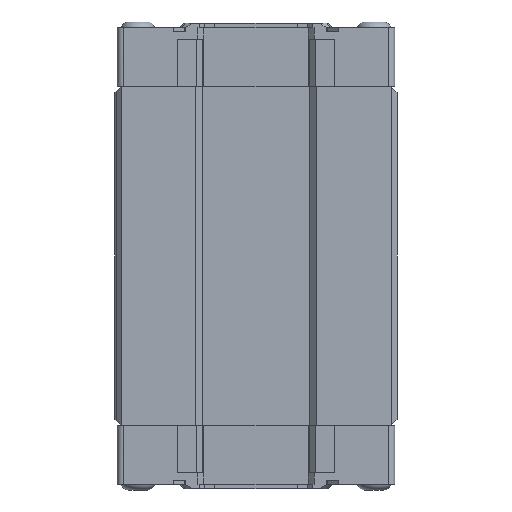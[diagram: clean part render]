
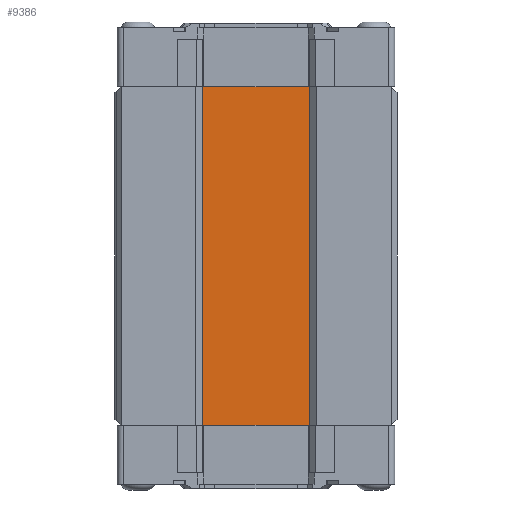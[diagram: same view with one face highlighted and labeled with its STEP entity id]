
A CAD part, front view. The second image highlights one B-rep face of the part: STEP entity #9386.
In plain terms, the highlighted planar face has unit normal (0, -1, 0).
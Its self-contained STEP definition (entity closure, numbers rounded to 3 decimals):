
#1160=FACE_OUTER_BOUND('',#1690,.T.);
#1690=EDGE_LOOP('',(#8513,#8514,#8515,#8516));
#2574=LINE('',#15240,#3580);
#2619=LINE('',#15381,#3625);
#2697=LINE('',#15570,#3703);
#2698=LINE('',#15572,#3704);
#3580=VECTOR('',#12515,10.);
#3625=VECTOR('',#12670,10.);
#3703=VECTOR('',#12864,10.);
#3704=VECTOR('',#12867,10.);
#4481=VERTEX_POINT('',#15237);
#4482=VERTEX_POINT('',#15239);
#4522=VERTEX_POINT('',#15378);
#4523=VERTEX_POINT('',#15380);
#5730=EDGE_CURVE('',#4481,#4482,#2574,.T.);
#5801=EDGE_CURVE('',#4522,#4523,#2619,.T.);
#5895=EDGE_CURVE('',#4481,#4523,#2697,.T.);
#5896=EDGE_CURVE('',#4482,#4522,#2698,.T.);
#8513=ORIENTED_EDGE('',*,*,#5895,.T.);
#8514=ORIENTED_EDGE('',*,*,#5801,.F.);
#8515=ORIENTED_EDGE('',*,*,#5896,.F.);
#8516=ORIENTED_EDGE('',*,*,#5730,.F.);
#8890=PLANE('',#10233);
#9386=ADVANCED_FACE('',(#1160),#8890,.T.);
#10233=AXIS2_PLACEMENT_3D('',#15571,#12865,#12866);
#12515=DIRECTION('',(-1.,0.,0.));
#12670=DIRECTION('',(1.,0.,0.));
#12864=DIRECTION('',(0.,0.,1.));
#12865=DIRECTION('center_axis',(0.,-1.,0.));
#12866=DIRECTION('ref_axis',(1.,0.,0.));
#12867=DIRECTION('',(0.,0.,1.));
#15237=CARTESIAN_POINT('',(9.43,-6.35,-28.75));
#15239=CARTESIAN_POINT('',(-9.43,-6.35,-28.75));
#15240=CARTESIAN_POINT('',(-9.43,-6.35,-28.75));
#15378=CARTESIAN_POINT('',(-9.43,-6.35,28.75));
#15380=CARTESIAN_POINT('',(9.43,-6.35,28.75));
#15381=CARTESIAN_POINT('',(-9.43,-6.35,28.75));
#15570=CARTESIAN_POINT('',(9.43,-6.35,0.));
#15571=CARTESIAN_POINT('Origin',(-9.43,-6.35,0.));
#15572=CARTESIAN_POINT('',(-9.43,-6.35,0.));
